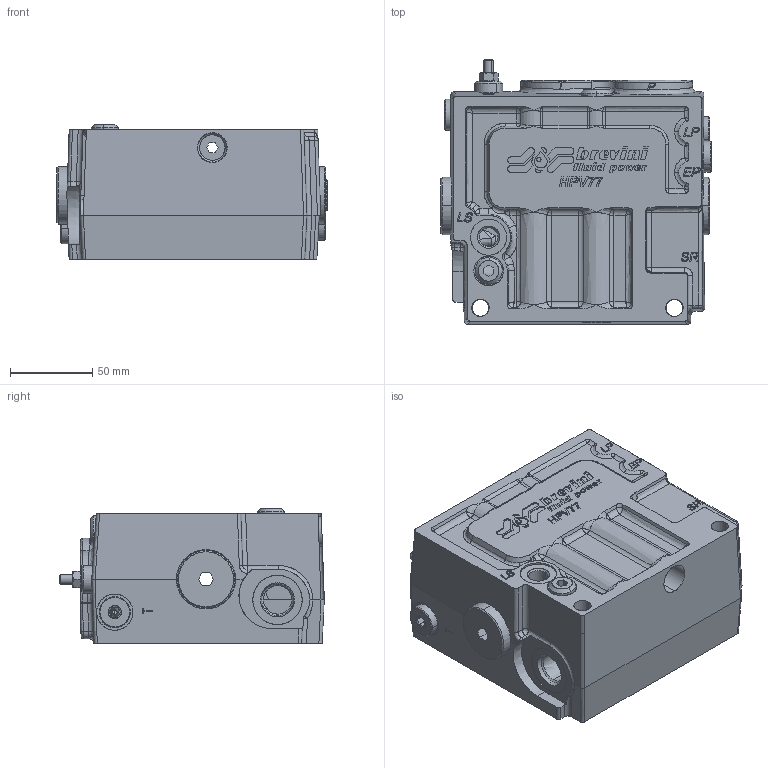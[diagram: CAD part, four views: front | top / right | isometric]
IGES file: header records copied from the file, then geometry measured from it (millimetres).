
Start section: SolidWorks IGES file using analytic representation for surfaces
Global section: file name: HSE0007701275.igs; native system: SolidWorks 2012; preprocessor: SolidWorks 2012; author: ARUTPUT15; date: 131005.121930; units: millimetre
Bounding box: 164.25 x 160.95 x 82 mm (x, y, z)
Surface area: 120289.1 mm2 (no closed solid volume)
Topology: 0 solids, 0 shells, 1481 faces, 17198 edges, 17142 vertices
Faces by surface type: bspline 1051, revolution 430
